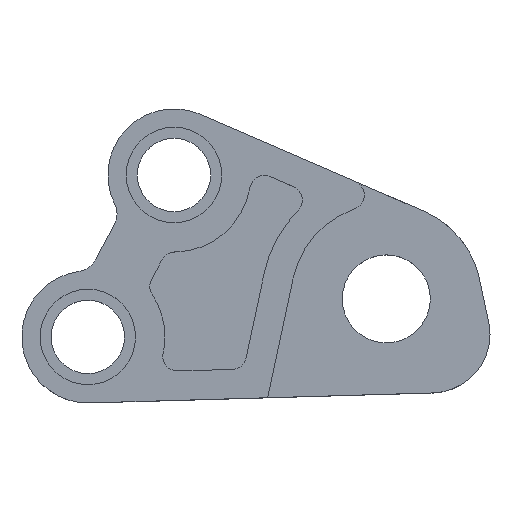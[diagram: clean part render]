
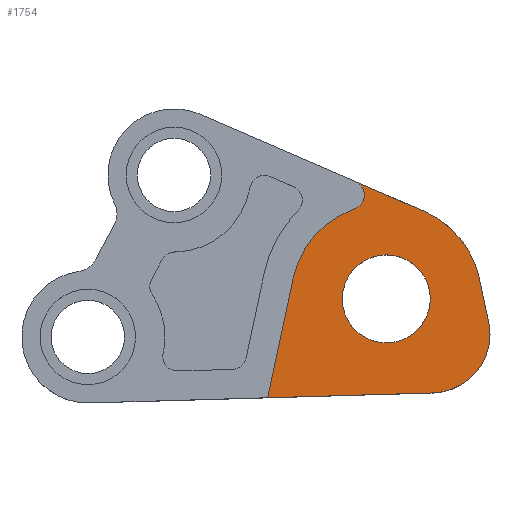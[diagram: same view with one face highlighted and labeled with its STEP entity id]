
A CAD part, top view. The second image highlights one B-rep face of the part: STEP entity #1754.
In plain terms, the highlighted planar face has unit normal (0, 0, 1).
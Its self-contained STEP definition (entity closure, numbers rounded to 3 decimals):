
#34 = CIRCLE ( 'NONE', #503, 6. ) ;
#39 = EDGE_CURVE ( 'NONE', #1176, #175, #1653, .T. ) ;
#100 = ORIENTED_EDGE ( 'NONE', *, *, #1850, .F. ) ;
#148 = ORIENTED_EDGE ( 'NONE', *, *, #39, .T. ) ;
#160 = DIRECTION ( 'NONE',  ( 0., 0., 1. ) ) ;
#163 = AXIS2_PLACEMENT_3D ( 'NONE', #1317, #2012, #459 ) ;
#175 = VERTEX_POINT ( 'NONE', #1503 ) ;
#182 = CARTESIAN_POINT ( 'NONE',  ( 24.515, -8.288, -1.5 ) ) ;
#187 = LINE ( 'NONE', #2070, #1516 ) ;
#188 = EDGE_CURVE ( 'NONE', #2232, #2123, #475, .T. ) ;
#237 = EDGE_CURVE ( 'NONE', #528, #2232, #2033, .T. ) ;
#269 = CIRCLE ( 'NONE', #163, 8. ) ;
#283 = AXIS2_PLACEMENT_3D ( 'NONE', #1672, #1661, #2192 ) ;
#305 = DIRECTION ( 'NONE',  ( -0.208, -0.978, 0. ) ) ;
#321 = CIRCLE ( 'NONE', #283, 6. ) ;
#355 = AXIS2_PLACEMENT_3D ( 'NONE', #1079, #1959, #1794 ) ;
#362 = CARTESIAN_POINT ( 'NONE',  ( 36.347, 17.449, -1.5 ) ) ;
#366 = AXIS2_PLACEMENT_3D ( 'NONE', #1631, #160, #1863 ) ;
#384 = CARTESIAN_POINT ( 'NONE',  ( 35.682, 19.335, -1.5 ) ) ;
#397 = VERTEX_POINT ( 'NONE', #1355 ) ;
#422 = ORIENTED_EDGE ( 'NONE', *, *, #237, .T. ) ;
#434 = EDGE_CURVE ( 'NONE', #489, #983, #269, .T. ) ;
#446 = ORIENTED_EDGE ( 'NONE', *, *, #1224, .F. ) ;
#455 = DIRECTION ( 'NONE',  ( 0., 0., 1. ) ) ;
#459 = DIRECTION ( 'NONE',  ( 1., 0., 0. ) ) ;
#460 = VECTOR ( 'NONE', #1062, 1000. ) ;
#475 = CIRCLE ( 'NONE', #366, 13. ) ;
#489 = VERTEX_POINT ( 'NONE', #1212 ) ;
#503 = AXIS2_PLACEMENT_3D ( 'NONE', #714, #1775, #1965 ) ;
#528 = VERTEX_POINT ( 'NONE', #1731 ) ;
#568 = EDGE_CURVE ( 'NONE', #1350, #1176, #187, .T. ) ;
#569 = CARTESIAN_POINT ( 'NONE',  ( 54.632, 2.029, -1.5 ) ) ;
#584 = LINE ( 'NONE', #1589, #1713 ) ;
#585 = AXIS2_PLACEMENT_3D ( 'NONE', #2193, #985, #1698 ) ;
#605 = DIRECTION ( 'NONE',  ( 1., 0., 0. ) ) ;
#631 = ORIENTED_EDGE ( 'NONE', *, *, #1680, .T. ) ;
#643 = ORIENTED_EDGE ( 'NONE', *, *, #568, .T. ) ;
#707 = CARTESIAN_POINT ( 'NONE',  ( 36.477, 21.17, -1.5 ) ) ;
#714 = CARTESIAN_POINT ( 'NONE',  ( 40.67, 5.189, -1.5 ) ) ;
#791 = AXIS2_PLACEMENT_3D ( 'NONE', #1117, #1973, #952 ) ;
#831 = ORIENTED_EDGE ( 'NONE', *, *, #1544, .T. ) ;
#859 = AXIS2_PLACEMENT_3D ( 'NONE', #384, #2102, #1918 ) ;
#877 = DIRECTION ( 'NONE',  ( -0.208, 0.978, 0. ) ) ;
#893 = ORIENTED_EDGE ( 'NONE', *, *, #188, .T. ) ;
#901 = CARTESIAN_POINT ( 'NONE',  ( 53.386, 7.892, -1.5 ) ) ;
#905 = ORIENTED_EDGE ( 'NONE', *, *, #1664, .T. ) ;
#913 = FACE_BOUND ( 'NONE', #1071, .T. ) ;
#952 = DIRECTION ( 'NONE',  ( -1., 0., 0. ) ) ;
#983 = VERTEX_POINT ( 'NONE', #2222 ) ;
#985 = DIRECTION ( 'NONE',  ( 0., 0., -1. ) ) ;
#1020 = VERTEX_POINT ( 'NONE', #1530 ) ;
#1058 = CARTESIAN_POINT ( 'NONE',  ( 34.67, 5.189, -1.5 ) ) ;
#1062 = DIRECTION ( 'NONE',  ( 1., 0.029, 0. ) ) ;
#1071 = EDGE_LOOP ( 'NONE', ( #100, #2013 ) ) ;
#1079 = CARTESIAN_POINT ( 'NONE',  ( 40.67, 5.189, -1.5 ) ) ;
#1103 = FACE_OUTER_BOUND ( 'NONE', #1344, .T. ) ;
#1117 = CARTESIAN_POINT ( 'NONE',  ( 40.67, 5.189, -1.5 ) ) ;
#1170 = CARTESIAN_POINT ( 'NONE',  ( 27.954, 7.892, -1.5 ) ) ;
#1176 = VERTEX_POINT ( 'NONE', #901 ) ;
#1212 = CARTESIAN_POINT ( 'NONE',  ( 47.041, -7.631, -1.5 ) ) ;
#1224 = EDGE_CURVE ( 'NONE', #1619, #175, #584, .T. ) ;
#1264 = PLANE ( 'NONE',  #355 ) ;
#1276 = VERTEX_POINT ( 'NONE', #1058 ) ;
#1317 = CARTESIAN_POINT ( 'NONE',  ( 46.807, 0.366, -1.5 ) ) ;
#1344 = EDGE_LOOP ( 'NONE', ( #148, #446, #905, #422, #893, #831, #631, #2116, #1442, #643 ) ) ;
#1350 = VERTEX_POINT ( 'NONE', #569 ) ;
#1355 = CARTESIAN_POINT ( 'NONE',  ( 24.515, -8.288, -1.5 ) ) ;
#1369 = VECTOR ( 'NONE', #305, 1000. ) ;
#1442 = ORIENTED_EDGE ( 'NONE', *, *, #1914, .T. ) ;
#1480 = AXIS2_PLACEMENT_3D ( 'NONE', #2145, #455, #605 ) ;
#1503 = CARTESIAN_POINT ( 'NONE',  ( 45.835, 17.119, -1.5 ) ) ;
#1516 = VECTOR ( 'NONE', #877, 1000. ) ;
#1530 = CARTESIAN_POINT ( 'NONE',  ( 46.67, 5.189, -1.5 ) ) ;
#1544 = EDGE_CURVE ( 'NONE', #2123, #397, #1841, .T. ) ;
#1545 = CIRCLE ( 'NONE', #859, 2. ) ;
#1565 = EDGE_CURVE ( 'NONE', #1276, #1020, #321, .T. ) ;
#1589 = CARTESIAN_POINT ( 'NONE',  ( 45.835, 17.119, -1.5 ) ) ;
#1619 = VERTEX_POINT ( 'NONE', #707 ) ;
#1631 = CARTESIAN_POINT ( 'NONE',  ( 40.67, 5.189, -1.5 ) ) ;
#1653 = CIRCLE ( 'NONE', #791, 13. ) ;
#1661 = DIRECTION ( 'NONE',  ( 0., 0., 1. ) ) ;
#1664 = EDGE_CURVE ( 'NONE', #1619, #528, #1545, .T. ) ;
#1672 = CARTESIAN_POINT ( 'NONE',  ( 40.67, 5.189, -1.5 ) ) ;
#1680 = EDGE_CURVE ( 'NONE', #397, #489, #2071, .T. ) ;
#1698 = DIRECTION ( 'NONE',  ( -1., 0., 0. ) ) ;
#1713 = VECTOR ( 'NONE', #1912, 1000. ) ;
#1731 = CARTESIAN_POINT ( 'NONE',  ( 37.682, 19.335, -1.5 ) ) ;
#1754 = ADVANCED_FACE ( 'NONE', ( #1103, #913 ), #1264, .F. ) ;
#1775 = DIRECTION ( 'NONE',  ( 0., 0., 1. ) ) ;
#1794 = DIRECTION ( 'NONE',  ( -1., 0., 0. ) ) ;
#1841 = LINE ( 'NONE', #1170, #1369 ) ;
#1850 = EDGE_CURVE ( 'NONE', #1020, #1276, #34, .T. ) ;
#1863 = DIRECTION ( 'NONE',  ( -1., 0., 0. ) ) ;
#1909 = CIRCLE ( 'NONE', #1480, 8. ) ;
#1912 = DIRECTION ( 'NONE',  ( 0.918, -0.397, 0. ) ) ;
#1914 = EDGE_CURVE ( 'NONE', #983, #1350, #1909, .T. ) ;
#1918 = DIRECTION ( 'NONE',  ( -1., 0., 0. ) ) ;
#1959 = DIRECTION ( 'NONE',  ( 0., 0., -1. ) ) ;
#1965 = DIRECTION ( 'NONE',  ( -1., 0., 0. ) ) ;
#1973 = DIRECTION ( 'NONE',  ( 0., 0., 1. ) ) ;
#2012 = DIRECTION ( 'NONE',  ( 0., 0., 1. ) ) ;
#2013 = ORIENTED_EDGE ( 'NONE', *, *, #1565, .F. ) ;
#2031 = CARTESIAN_POINT ( 'NONE',  ( 27.954, 7.892, -1.5 ) ) ;
#2033 = CIRCLE ( 'NONE', #585, 2. ) ;
#2070 = CARTESIAN_POINT ( 'NONE',  ( 54.632, 2.029, -1.5 ) ) ;
#2071 = LINE ( 'NONE', #182, #460 ) ;
#2102 = DIRECTION ( 'NONE',  ( 0., 0., -1. ) ) ;
#2116 = ORIENTED_EDGE ( 'NONE', *, *, #434, .T. ) ;
#2123 = VERTEX_POINT ( 'NONE', #2031 ) ;
#2145 = CARTESIAN_POINT ( 'NONE',  ( 46.807, 0.366, -1.5 ) ) ;
#2192 = DIRECTION ( 'NONE',  ( -1., 0., 0. ) ) ;
#2193 = CARTESIAN_POINT ( 'NONE',  ( 35.682, 19.335, -1.5 ) ) ;
#2222 = CARTESIAN_POINT ( 'NONE',  ( 54.807, 0.366, -1.5 ) ) ;
#2232 = VERTEX_POINT ( 'NONE', #362 ) ;
